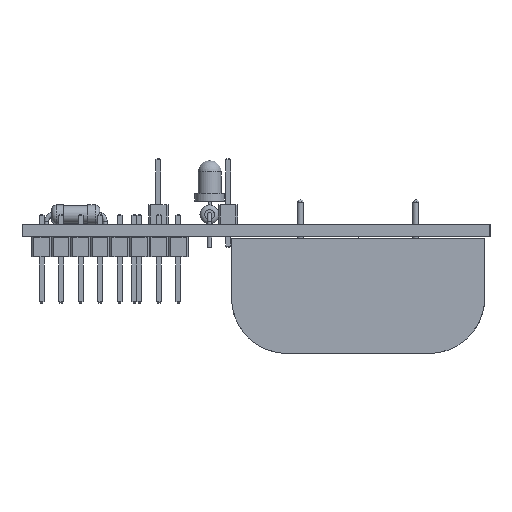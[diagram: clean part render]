
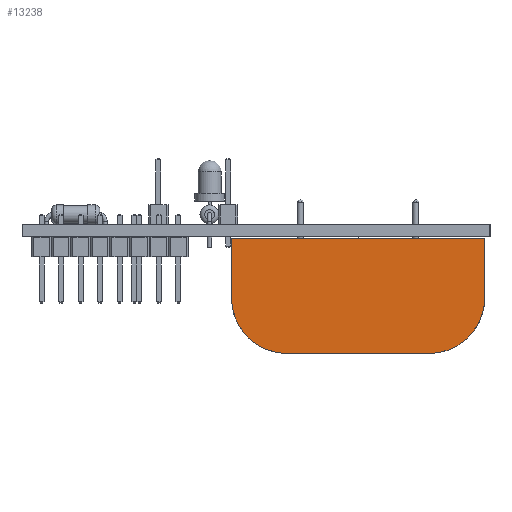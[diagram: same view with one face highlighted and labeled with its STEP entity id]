
A CAD part, left-side view. The second image highlights one B-rep face of the part: STEP entity #13238.
In plain terms, the highlighted planar face has unit normal (-1, 0, 0).
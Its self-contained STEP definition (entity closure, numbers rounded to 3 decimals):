
#13154 = EDGE_CURVE('',#13155,#13157,#13159,.T.);
#13155 = VERTEX_POINT('',#13156);
#13156 = CARTESIAN_POINT('',(-2.585,-23.955,0.1));
#13157 = VERTEX_POINT('',#13158);
#13158 = CARTESIAN_POINT('',(-2.585,-23.955,7.85));
#13159 = LINE('',#13160,#13161);
#13160 = CARTESIAN_POINT('',(-2.585,-23.955,0.1));
#13161 = VECTOR('',#13162,1.);
#13162 = DIRECTION('',(0.,0.,1.));
#13238 = ADVANCED_FACE('',(#13239),#13282,.T.);
#13239 = FACE_BOUND('',#13240,.T.);
#13240 = EDGE_LOOP('',(#13241,#13251,#13257,#13258,#13267,#13275));
#13241 = ORIENTED_EDGE('',*,*,#13242,.F.);
#13242 = EDGE_CURVE('',#13243,#13245,#13247,.T.);
#13243 = VERTEX_POINT('',#13244);
#13244 = CARTESIAN_POINT('',(-2.585,8.965,0.1));
#13245 = VERTEX_POINT('',#13246);
#13246 = CARTESIAN_POINT('',(-2.585,8.965,7.85));
#13247 = LINE('',#13248,#13249);
#13248 = CARTESIAN_POINT('',(-2.585,8.965,0.1));
#13249 = VECTOR('',#13250,1.);
#13250 = DIRECTION('',(0.,0.,1.));
#13251 = ORIENTED_EDGE('',*,*,#13252,.T.);
#13252 = EDGE_CURVE('',#13243,#13155,#13253,.T.);
#13253 = LINE('',#13254,#13255);
#13254 = CARTESIAN_POINT('',(-2.585,8.965,0.1));
#13255 = VECTOR('',#13256,1.);
#13256 = DIRECTION('',(0.,-1.,0.));
#13257 = ORIENTED_EDGE('',*,*,#13154,.T.);
#13258 = ORIENTED_EDGE('',*,*,#13259,.F.);
#13259 = EDGE_CURVE('',#13260,#13157,#13262,.T.);
#13260 = VERTEX_POINT('',#13261);
#13261 = CARTESIAN_POINT('',(-2.585,-16.705,15.1));
#13262 = CIRCLE('',#13263,7.25);
#13263 = AXIS2_PLACEMENT_3D('',#13264,#13265,#13266);
#13264 = CARTESIAN_POINT('',(-2.585,-16.705,7.85));
#13265 = DIRECTION('',(1.,0.,0.));
#13266 = DIRECTION('',(-0.,1.,0.));
#13267 = ORIENTED_EDGE('',*,*,#13268,.T.);
#13268 = EDGE_CURVE('',#13260,#13269,#13271,.T.);
#13269 = VERTEX_POINT('',#13270);
#13270 = CARTESIAN_POINT('',(-2.585,1.715,15.1));
#13271 = LINE('',#13272,#13273);
#13272 = CARTESIAN_POINT('',(-2.585,-16.705,15.1));
#13273 = VECTOR('',#13274,1.);
#13274 = DIRECTION('',(0.,1.,0.));
#13275 = ORIENTED_EDGE('',*,*,#13276,.F.);
#13276 = EDGE_CURVE('',#13245,#13269,#13277,.T.);
#13277 = CIRCLE('',#13278,7.25);
#13278 = AXIS2_PLACEMENT_3D('',#13279,#13280,#13281);
#13279 = CARTESIAN_POINT('',(-2.585,1.715,7.85));
#13280 = DIRECTION('',(1.,0.,0.));
#13281 = DIRECTION('',(-0.,1.,0.));
#13282 = PLANE('',#13283);
#13283 = AXIS2_PLACEMENT_3D('',#13284,#13285,#13286);
#13284 = CARTESIAN_POINT('',(-2.585,-7.495,6.954));
#13285 = DIRECTION('',(-1.,0.,0.));
#13286 = DIRECTION('',(0.,0.,-1.));
